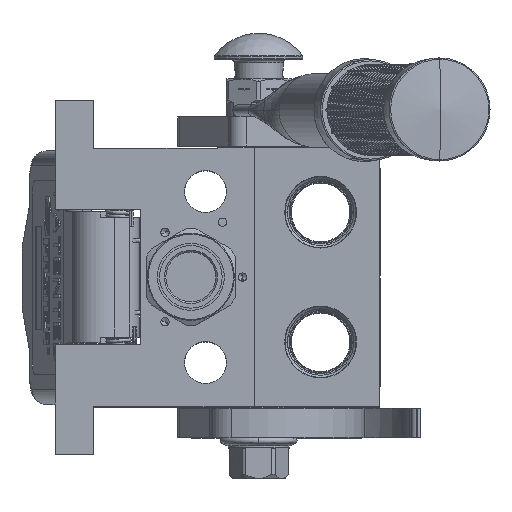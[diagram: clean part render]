
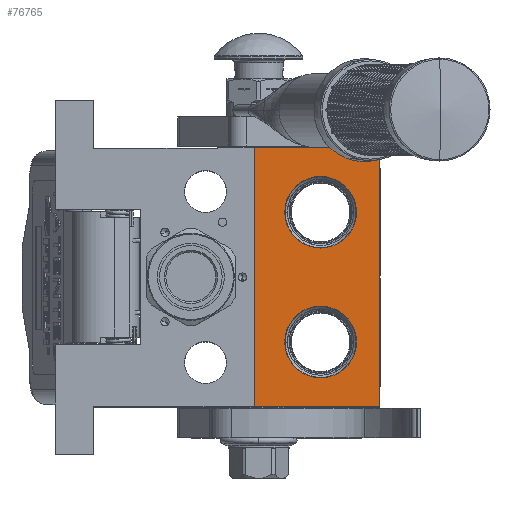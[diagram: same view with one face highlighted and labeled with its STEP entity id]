
A CAD part, top view. The second image highlights one B-rep face of the part: STEP entity #76765.
In plain terms, the highlighted face is planar.
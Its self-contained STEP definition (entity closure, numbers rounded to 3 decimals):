
#1645 = CARTESIAN_POINT ( 'NONE',  ( 22., 8.9, -20. ) ) ;
#3944 = CARTESIAN_POINT ( 'NONE',  ( -22., 8.9, -32.15 ) ) ;
#6151 = VERTEX_POINT ( 'NONE', #140609 ) ;
#9149 = EDGE_CURVE ( 'NONE', #106611, #38526, #136766, .T. ) ;
#19160 = AXIS2_PLACEMENT_3D ( 'NONE', #142908, #128366, #87132 ) ;
#21983 = CARTESIAN_POINT ( 'NONE',  ( 44., 8.9, 0. ) ) ;
#23169 = LINE ( 'NONE', #21983, #170570 ) ;
#23823 = ORIENTED_EDGE ( 'NONE', *, *, #125377, .F. ) ;
#24160 = VECTOR ( 'NONE', #139309, 1000. ) ;
#38526 = VERTEX_POINT ( 'NONE', #3944 ) ;
#44644 = AXIS2_PLACEMENT_3D ( 'NONE', #58107, #70197, #87215 ) ;
#51787 = CARTESIAN_POINT ( 'NONE',  ( 22., 8.9, -7.85 ) ) ;
#52850 = ORIENTED_EDGE ( 'NONE', *, *, #119051, .F. ) ;
#53938 = CARTESIAN_POINT ( 'NONE',  ( 0., 8.9, 0. ) ) ;
#55727 = DIRECTION ( 'NONE',  ( 0., 0., -1. ) ) ;
#57600 = CARTESIAN_POINT ( 'NONE',  ( 22., 8.9, -32.15 ) ) ;
#58107 = CARTESIAN_POINT ( 'NONE',  ( 22., 8.9, -20. ) ) ;
#59570 = FACE_BOUND ( 'NONE', #116989, .T. ) ;
#61605 = EDGE_LOOP ( 'NONE', ( #52850, #81537 ) ) ;
#62086 = AXIS2_PLACEMENT_3D ( 'NONE', #66053, #180086, #138849 ) ;
#66053 = CARTESIAN_POINT ( 'NONE',  ( -22., 8.9, -20. ) ) ;
#67885 = LINE ( 'NONE', #94723, #70276 ) ;
#70197 = DIRECTION ( 'NONE',  ( 0., -1., 0. ) ) ;
#70276 = VECTOR ( 'NONE', #161869, 1000. ) ;
#70283 = EDGE_LOOP ( 'NONE', ( #95696, #129388, #183333, #97576 ) ) ;
#70361 = DIRECTION ( 'NONE',  ( 1., 0., 0. ) ) ;
#72521 = VERTEX_POINT ( 'NONE', #155147 ) ;
#75799 = VERTEX_POINT ( 'NONE', #158162 ) ;
#76765 = ADVANCED_FACE ( 'NONE', ( #59570, #166051, #118455 ), #171664, .T. ) ;
#81195 = EDGE_CURVE ( 'NONE', #161508, #75799, #155571, .T. ) ;
#81537 = ORIENTED_EDGE ( 'NONE', *, *, #9149, .F. ) ;
#87132 = DIRECTION ( 'NONE',  ( 0., 0., 1. ) ) ;
#87215 = DIRECTION ( 'NONE',  ( 0., 0., -1. ) ) ;
#91676 = DIRECTION ( 'NONE',  ( 0., 0., -1. ) ) ;
#94723 = CARTESIAN_POINT ( 'NONE',  ( -44., 8.9, -42.5 ) ) ;
#95696 = ORIENTED_EDGE ( 'NONE', *, *, #159473, .T. ) ;
#97576 = ORIENTED_EDGE ( 'NONE', *, *, #81195, .F. ) ;
#102965 = DIRECTION ( 'NONE',  ( 0., -1., 0. ) ) ;
#106611 = VERTEX_POINT ( 'NONE', #111360 ) ;
#111360 = CARTESIAN_POINT ( 'NONE',  ( -22., 8.9, -7.85 ) ) ;
#114016 = CARTESIAN_POINT ( 'NONE',  ( -44., 8.9, 0. ) ) ;
#116989 = EDGE_LOOP ( 'NONE', ( #23823, #138529 ) ) ;
#117562 = DIRECTION ( 'NONE',  ( 0., 0., 1. ) ) ;
#118455 = FACE_OUTER_BOUND ( 'NONE', #70283, .T. ) ;
#119051 = EDGE_CURVE ( 'NONE', #38526, #106611, #127990, .T. ) ;
#125377 = EDGE_CURVE ( 'NONE', #146783, #151502, #135306, .T. ) ;
#125800 = AXIS2_PLACEMENT_3D ( 'NONE', #1645, #102965, #117562 ) ;
#127990 = CIRCLE ( 'NONE', #62086, 12.15 ) ;
#128366 = DIRECTION ( 'NONE',  ( 0., -1., 0. ) ) ;
#129388 = ORIENTED_EDGE ( 'NONE', *, *, #133773, .T. ) ;
#133773 = EDGE_CURVE ( 'NONE', #6151, #72521, #67885, .T. ) ;
#135306 = CIRCLE ( 'NONE', #44644, 12.15 ) ;
#136766 = CIRCLE ( 'NONE', #19160, 12.15 ) ;
#138529 = ORIENTED_EDGE ( 'NONE', *, *, #182526, .F. ) ;
#138721 = EDGE_CURVE ( 'NONE', #75799, #72521, #23169, .T. ) ;
#138849 = DIRECTION ( 'NONE',  ( 0., 0., -1. ) ) ;
#139309 = DIRECTION ( 'NONE',  ( 1., 0., 0. ) ) ;
#140609 = CARTESIAN_POINT ( 'NONE',  ( -44., 8.9, -42.5 ) ) ;
#142908 = CARTESIAN_POINT ( 'NONE',  ( -22., 8.9, -20. ) ) ;
#143074 = CARTESIAN_POINT ( 'NONE',  ( -44., 8.9, 0. ) ) ;
#146783 = VERTEX_POINT ( 'NONE', #57600 ) ;
#151502 = VERTEX_POINT ( 'NONE', #51787 ) ;
#155147 = CARTESIAN_POINT ( 'NONE',  ( 44., 8.9, -42.5 ) ) ;
#155571 = LINE ( 'NONE', #183672, #24160 ) ;
#158162 = CARTESIAN_POINT ( 'NONE',  ( 44., 8.9, 0. ) ) ;
#159473 = EDGE_CURVE ( 'NONE', #161508, #6151, #166142, .T. ) ;
#161508 = VERTEX_POINT ( 'NONE', #114016 ) ;
#161869 = DIRECTION ( 'NONE',  ( 1., 0., 0. ) ) ;
#164577 = CIRCLE ( 'NONE', #125800, 12.15 ) ;
#166051 = FACE_BOUND ( 'NONE', #61605, .T. ) ;
#166142 = LINE ( 'NONE', #143074, #181801 ) ;
#167668 = AXIS2_PLACEMENT_3D ( 'NONE', #53938, #185675, #70361 ) ;
#170570 = VECTOR ( 'NONE', #91676, 1000. ) ;
#171664 = PLANE ( 'NONE',  #167668 ) ;
#180086 = DIRECTION ( 'NONE',  ( 0., -1., 0. ) ) ;
#181801 = VECTOR ( 'NONE', #55727, 1000. ) ;
#182526 = EDGE_CURVE ( 'NONE', #151502, #146783, #164577, .T. ) ;
#183333 = ORIENTED_EDGE ( 'NONE', *, *, #138721, .F. ) ;
#183672 = CARTESIAN_POINT ( 'NONE',  ( -44., 8.9, 0. ) ) ;
#185675 = DIRECTION ( 'NONE',  ( 0., -1., 0. ) ) ;
